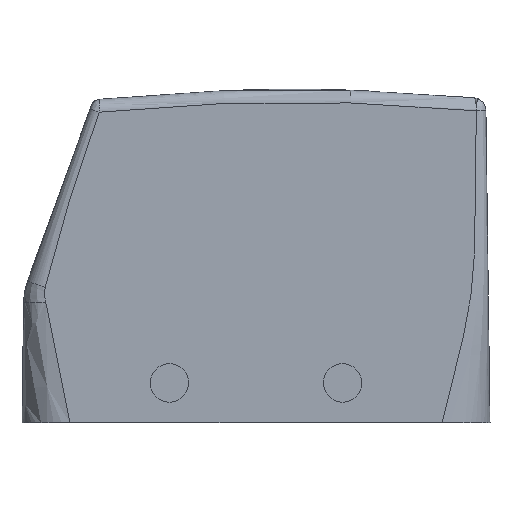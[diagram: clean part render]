
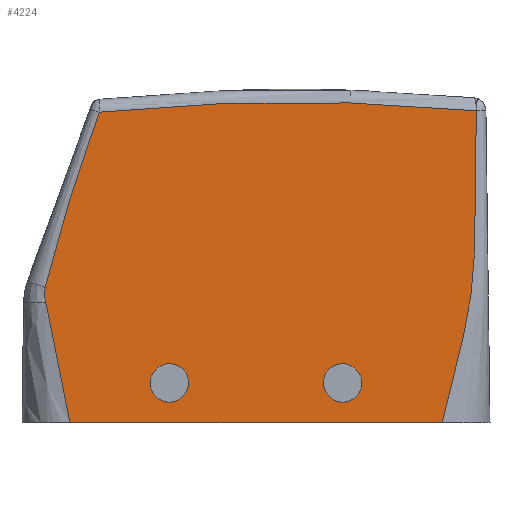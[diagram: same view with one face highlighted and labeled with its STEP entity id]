
A CAD part, left-side view. The second image highlights one B-rep face of the part: STEP entity #4224.
In plain terms, the highlighted planar face has unit normal (-1, 0, 0).
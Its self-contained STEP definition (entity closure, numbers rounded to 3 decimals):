
#2922=AXIS2_PLACEMENT_3D('Circle Axis2P3D',#2920,#2921,$) ;
#3458=AXIS2_PLACEMENT_3D('Circle Axis2P3D',#3456,#3457,$) ;
#3470=AXIS2_PLACEMENT_3D('Circle Axis2P3D',#3468,#3469,$) ;
#3496=AXIS2_PLACEMENT_3D('Circle Axis2P3D',#3494,#3495,$) ;
#3508=AXIS2_PLACEMENT_3D('Circle Axis2P3D',#3506,#3507,$) ;
#4195=AXIS2_PLACEMENT_3D('Plane Axis2P3D',#4192,#4193,#4194) ;
#670=CARTESIAN_POINT('Vertex',(7.5,7.476,0.)) ;
#675=CARTESIAN_POINT('Line Origine',(7.5,36.498,0.)) ;
#679=CARTESIAN_POINT('Vertex',(7.5,65.52,0.)) ;
#2419=CARTESIAN_POINT('Vertex',(7.5,69.288,18.755)) ;
#2423=CARTESIAN_POINT('Control Point',(7.5,69.397,21.087)) ;
#2424=CARTESIAN_POINT('Control Point',(7.5,69.436,20.82)) ;
#2425=CARTESIAN_POINT('Control Point',(7.5,69.462,20.552)) ;
#2426=CARTESIAN_POINT('Control Point',(7.5,69.473,20.283)) ;
#2427=CARTESIAN_POINT('Control Point',(7.5,69.465,19.809)) ;
#2428=CARTESIAN_POINT('Control Point',(7.5,69.411,19.345)) ;
#2429=CARTESIAN_POINT('Control Point',(7.5,69.379,19.144)) ;
#2430=CARTESIAN_POINT('Control Point',(7.5,69.338,18.947)) ;
#2431=CARTESIAN_POINT('Control Point',(7.5,69.288,18.755)) ;
#2432=CARTESIAN_POINT('Vertex',(7.5,69.397,21.087)) ;
#2641=CARTESIAN_POINT('Control Point',(7.5,60.975,48.438)) ;
#2642=CARTESIAN_POINT('Control Point',(7.5,61.007,48.347)) ;
#2643=CARTESIAN_POINT('Control Point',(7.5,61.039,48.255)) ;
#2644=CARTESIAN_POINT('Control Point',(7.5,61.071,48.163)) ;
#2645=CARTESIAN_POINT('Control Point',(7.5,61.15,47.938)) ;
#2646=CARTESIAN_POINT('Control Point',(7.5,61.229,47.711)) ;
#2647=CARTESIAN_POINT('Control Point',(7.5,61.276,47.577)) ;
#2648=CARTESIAN_POINT('Control Point',(7.5,61.37,47.309)) ;
#2649=CARTESIAN_POINT('Control Point',(7.5,61.463,47.042)) ;
#2650=CARTESIAN_POINT('Control Point',(7.5,61.51,46.908)) ;
#2651=CARTESIAN_POINT('Control Point',(7.5,61.649,46.506)) ;
#2652=CARTESIAN_POINT('Control Point',(7.5,61.789,46.104)) ;
#2653=CARTESIAN_POINT('Control Point',(7.5,61.882,45.835)) ;
#2654=CARTESIAN_POINT('Control Point',(7.5,62.16,45.031)) ;
#2655=CARTESIAN_POINT('Control Point',(7.5,62.437,44.225)) ;
#2656=CARTESIAN_POINT('Control Point',(7.5,62.62,43.688)) ;
#2657=CARTESIAN_POINT('Control Point',(7.5,63.351,41.541)) ;
#2658=CARTESIAN_POINT('Control Point',(7.5,64.071,39.389)) ;
#2659=CARTESIAN_POINT('Control Point',(7.5,64.604,37.774)) ;
#2660=CARTESIAN_POINT('Control Point',(7.5,65.39,35.377)) ;
#2661=CARTESIAN_POINT('Control Point',(7.5,66.16,32.975)) ;
#2662=CARTESIAN_POINT('Control Point',(7.5,66.4,32.219)) ;
#2663=CARTESIAN_POINT('Control Point',(7.5,67.136,29.872)) ;
#2664=CARTESIAN_POINT('Control Point',(7.5,67.834,27.516)) ;
#2665=CARTESIAN_POINT('Control Point',(7.5,68.268,25.939)) ;
#2666=CARTESIAN_POINT('Control Point',(7.5,68.751,24.021)) ;
#2667=CARTESIAN_POINT('Control Point',(7.5,69.182,22.091)) ;
#2668=CARTESIAN_POINT('Control Point',(7.5,69.255,21.756)) ;
#2669=CARTESIAN_POINT('Control Point',(7.5,69.327,21.421)) ;
#2670=CARTESIAN_POINT('Control Point',(7.5,69.397,21.087)) ;
#2671=CARTESIAN_POINT('Vertex',(7.5,60.975,48.438)) ;
#2920=CARTESIAN_POINT('Axis2P3D Location',(7.5,30.5,-248.)) ;
#2924=CARTESIAN_POINT('Vertex',(7.5,2.135,48.647)) ;
#3446=CARTESIAN_POINT('Vertex',(7.5,21.245,5.241)) ;
#3453=CARTESIAN_POINT('Vertex',(7.5,24.755,7.159)) ;
#3456=CARTESIAN_POINT('Axis2P3D Location',(7.5,23.,6.2)) ;
#3468=CARTESIAN_POINT('Axis2P3D Location',(7.5,23.,6.2)) ;
#3484=CARTESIAN_POINT('Vertex',(7.5,48.245,7.159)) ;
#3491=CARTESIAN_POINT('Vertex',(7.5,51.755,5.241)) ;
#3494=CARTESIAN_POINT('Axis2P3D Location',(7.5,50.,6.2)) ;
#3506=CARTESIAN_POINT('Axis2P3D Location',(7.5,50.,6.2)) ;
#4142=CARTESIAN_POINT('Control Point',(7.5,2.135,48.647)) ;
#4143=CARTESIAN_POINT('Control Point',(7.5,2.135,48.63)) ;
#4144=CARTESIAN_POINT('Control Point',(7.5,2.135,48.613)) ;
#4145=CARTESIAN_POINT('Control Point',(7.5,2.135,48.597)) ;
#4146=CARTESIAN_POINT('Control Point',(7.5,2.135,48.498)) ;
#4147=CARTESIAN_POINT('Control Point',(7.5,2.134,48.4)) ;
#4148=CARTESIAN_POINT('Control Point',(7.5,2.134,48.204)) ;
#4149=CARTESIAN_POINT('Control Point',(7.5,2.133,48.018)) ;
#4150=CARTESIAN_POINT('Control Point',(7.5,2.132,47.832)) ;
#4151=CARTESIAN_POINT('Control Point',(7.5,2.132,47.728)) ;
#4152=CARTESIAN_POINT('Control Point',(7.5,2.131,47.415)) ;
#4153=CARTESIAN_POINT('Control Point',(7.5,2.13,47.101)) ;
#4154=CARTESIAN_POINT('Control Point',(7.5,2.13,46.893)) ;
#4155=CARTESIAN_POINT('Control Point',(7.5,2.129,46.266)) ;
#4156=CARTESIAN_POINT('Control Point',(7.5,2.128,45.64)) ;
#4157=CARTESIAN_POINT('Control Point',(7.5,2.128,45.222)) ;
#4158=CARTESIAN_POINT('Control Point',(7.5,2.13,43.97)) ;
#4159=CARTESIAN_POINT('Control Point',(7.5,2.135,42.717)) ;
#4160=CARTESIAN_POINT('Control Point',(7.5,2.14,41.883)) ;
#4161=CARTESIAN_POINT('Control Point',(7.5,2.158,39.38)) ;
#4162=CARTESIAN_POINT('Control Point',(7.5,2.188,36.877)) ;
#4163=CARTESIAN_POINT('Control Point',(7.5,2.212,35.21)) ;
#4164=CARTESIAN_POINT('Control Point',(7.5,2.251,32.777)) ;
#4165=CARTESIAN_POINT('Control Point',(7.5,2.303,30.344)) ;
#4166=CARTESIAN_POINT('Control Point',(7.5,2.322,29.578)) ;
#4167=CARTESIAN_POINT('Control Point',(7.5,2.362,28.044)) ;
#4168=CARTESIAN_POINT('Control Point',(7.5,2.414,26.511)) ;
#4169=CARTESIAN_POINT('Control Point',(7.5,2.445,25.754)) ;
#4170=CARTESIAN_POINT('Control Point',(7.5,2.632,22.236)) ;
#4171=CARTESIAN_POINT('Control Point',(7.5,3.03,18.729)) ;
#4172=CARTESIAN_POINT('Control Point',(7.5,3.539,15.994)) ;
#4173=CARTESIAN_POINT('Control Point',(7.5,4.471,11.914)) ;
#4174=CARTESIAN_POINT('Control Point',(7.5,5.512,7.852)) ;
#4175=CARTESIAN_POINT('Control Point',(7.5,5.866,6.485)) ;
#4176=CARTESIAN_POINT('Control Point',(7.5,6.392,4.434)) ;
#4177=CARTESIAN_POINT('Control Point',(7.5,6.902,2.38)) ;
#4178=CARTESIAN_POINT('Control Point',(7.5,7.07,1.695)) ;
#4179=CARTESIAN_POINT('Control Point',(7.5,7.251,0.945)) ;
#4180=CARTESIAN_POINT('Control Point',(7.5,7.43,0.194)) ;
#4181=CARTESIAN_POINT('Control Point',(7.5,7.445,0.13)) ;
#4182=CARTESIAN_POINT('Control Point',(7.5,7.461,0.065)) ;
#4183=CARTESIAN_POINT('Control Point',(7.5,7.476,0.)) ;
#4192=CARTESIAN_POINT('Axis2P3D Location',(7.5,-5.331,-31.164)) ;
#4198=CARTESIAN_POINT('Control Point',(7.5,69.288,18.755)) ;
#4199=CARTESIAN_POINT('Control Point',(7.5,68.855,16.109)) ;
#4200=CARTESIAN_POINT('Control Point',(7.5,68.349,13.465)) ;
#4201=CARTESIAN_POINT('Control Point',(7.5,67.797,10.848)) ;
#4202=CARTESIAN_POINT('Control Point',(7.5,66.984,7.072)) ;
#4203=CARTESIAN_POINT('Control Point',(7.5,66.19,3.289)) ;
#4204=CARTESIAN_POINT('Control Point',(7.5,65.966,2.203)) ;
#4205=CARTESIAN_POINT('Control Point',(7.5,65.743,1.111)) ;
#4206=CARTESIAN_POINT('Control Point',(7.5,65.52,0.)) ;
#676=DIRECTION('Vector Direction',(0.,-1.,0.)) ;
#2921=DIRECTION('Axis2P3D Direction',(-1.,0.,0.)) ;
#3457=DIRECTION('Axis2P3D Direction',(1.,0.,0.)) ;
#3469=DIRECTION('Axis2P3D Direction',(1.,0.,0.)) ;
#3495=DIRECTION('Axis2P3D Direction',(-1.,0.,0.)) ;
#3507=DIRECTION('Axis2P3D Direction',(-1.,0.,0.)) ;
#4193=DIRECTION('Axis2P3D Direction',(-1.,0.,0.)) ;
#4194=DIRECTION('Axis2P3D XDirection',(0.,-0.17,0.985)) ;
#677=VECTOR('Line Direction',#676,1.) ;
#4209=ORIENTED_EDGE('',*,*,#2926,.T.) ;
#4210=ORIENTED_EDGE('',*,*,#2673,.F.) ;
#4211=ORIENTED_EDGE('',*,*,#2434,.F.) ;
#4212=ORIENTED_EDGE('',*,*,#4207,.F.) ;
#4213=ORIENTED_EDGE('',*,*,#681,.T.) ;
#4214=ORIENTED_EDGE('',*,*,#4184,.T.) ;
#4217=ORIENTED_EDGE('',*,*,#3510,.F.) ;
#4218=ORIENTED_EDGE('',*,*,#3498,.F.) ;
#4221=ORIENTED_EDGE('',*,*,#3472,.F.) ;
#4222=ORIENTED_EDGE('',*,*,#3460,.F.) ;
#4219=FACE_BOUND('',#4216,.T.) ;
#4223=FACE_BOUND('',#4220,.T.) ;
#4224=ADVANCED_FACE('Housing',(#4215,#4219,#4223),#4196,.T.) ;
#2422=B_SPLINE_CURVE_WITH_KNOTS('',5,(#2423,#2424,#2425,#2426,#2427,#2428,#2429,#2430,#2431),.UNSPECIFIED.,.F.,.U.,(6,3,6),(155.256,158.252,160.584),.UNSPECIFIED.) ;
#2640=B_SPLINE_CURVE_WITH_KNOTS('',5,(#2641,#2642,#2643,#2644,#2645,#2646,#2647,#2648,#2649,#2650,#2651,#2652,#2653,#2654,#2655,#2656,#2657,#2658,#2659,#2660,#2661,#2662,#2663,#2664,#2665,#2666,#2667,#2668,#2669,#2670),.UNSPECIFIED.,.F.,.U.,(6,3,3,3,3,3,3,3,3,6),(102.121,102.969,104.197,105.425,107.881,112.793,127.497,134.611,148.78,151.75),.UNSPECIFIED.) ;
#4141=B_SPLINE_CURVE_WITH_KNOTS('',5,(#4142,#4143,#4144,#4145,#4146,#4147,#4148,#4149,#4150,#4151,#4152,#4153,#4154,#4155,#4156,#4157,#4158,#4159,#4160,#4161,#4162,#4163,#4164,#4165,#4166,#4167,#4168,#4169,#4170,#4171,#4172,#4173,#4174,#4175,#4176,#4177,#4178,#4179,#4180,#4181,#4182,#4183),.UNSPECIFIED.,.F.,.U.,(6,3,3,3,3,3,3,3,3,3,3,3,3,6),(5.137,5.283,5.989,6.891,8.696,12.305,19.525,33.952,40.582,47.23,71.063,83.166,89.219,89.791),.UNSPECIFIED.) ;
#4197=B_SPLINE_CURVE_WITH_KNOTS('',5,(#4198,#4199,#4200,#4201,#4202,#4203,#4204,#4205,#4206),.UNSPECIFIED.,.F.,.U.,(6,3,6),(57.61,80.813,90.754),.UNSPECIFIED.) ;
#2923=CIRCLE('generated circle',#2922,298.) ;
#3459=CIRCLE('generated circle',#3458,2.) ;
#3471=CIRCLE('generated circle',#3470,2.) ;
#3497=CIRCLE('generated circle',#3496,2.) ;
#3509=CIRCLE('generated circle',#3508,2.) ;
#681=EDGE_CURVE('',#680,#671,#678,.T.) ;
#2434=EDGE_CURVE('',#2420,#2433,#2422,.F.) ;
#2673=EDGE_CURVE('',#2433,#2672,#2640,.F.) ;
#2926=EDGE_CURVE('',#2925,#2672,#2923,.T.) ;
#3460=EDGE_CURVE('',#3454,#3447,#3459,.F.) ;
#3472=EDGE_CURVE('',#3447,#3454,#3471,.F.) ;
#3498=EDGE_CURVE('',#3492,#3485,#3497,.T.) ;
#3510=EDGE_CURVE('',#3485,#3492,#3509,.T.) ;
#4184=EDGE_CURVE('',#671,#2925,#4141,.F.) ;
#4207=EDGE_CURVE('',#680,#2420,#4197,.F.) ;
#4208=EDGE_LOOP('',(#4209,#4210,#4211,#4212,#4213,#4214)) ;
#4216=EDGE_LOOP('',(#4217,#4218)) ;
#4220=EDGE_LOOP('',(#4221,#4222)) ;
#4215=FACE_OUTER_BOUND('',#4208,.T.) ;
#678=LINE('Line',#675,#677) ;
#4196=PLANE('',#4195) ;
#671=VERTEX_POINT('',#670) ;
#680=VERTEX_POINT('',#679) ;
#2420=VERTEX_POINT('',#2419) ;
#2433=VERTEX_POINT('',#2432) ;
#2672=VERTEX_POINT('',#2671) ;
#2925=VERTEX_POINT('',#2924) ;
#3447=VERTEX_POINT('',#3446) ;
#3454=VERTEX_POINT('',#3453) ;
#3485=VERTEX_POINT('',#3484) ;
#3492=VERTEX_POINT('',#3491) ;
